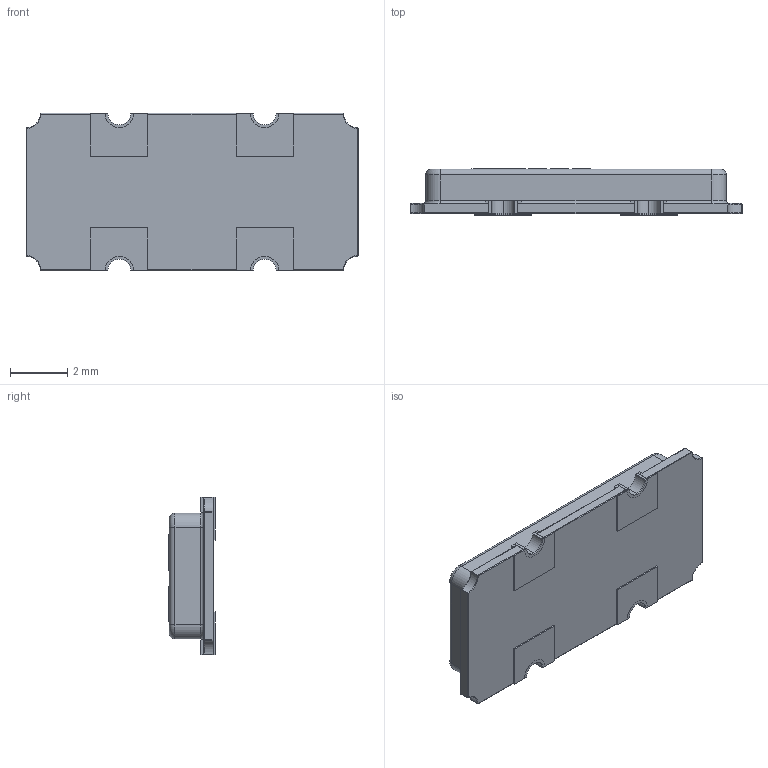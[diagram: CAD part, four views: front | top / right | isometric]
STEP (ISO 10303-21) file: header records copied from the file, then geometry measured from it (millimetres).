
FILE_DESCRIPTION (( 'STEP AP214' ), '1' );
FILE_NAME ('User Library-GeyerElectronics_KX20.STEP', '2013-04-29T15:04:29', ( 'Windows User' ), ( '' ), 'SwSTEP 2.0', 'SolidWorks 2013', '' );
FILE_SCHEMA (( 'AUTOMOTIVE_DESIGN' ));
Length unit declared in the file: millimetre
Products named in the file (1): User Library-GeyerElectronics_KX20
Bounding box: 11.6 x 1.61 x 5.5 mm (x, y, z)
Volume: 77.4 mm3; surface area: 196.2 mm2
Topology: 8 solids, 8 shells, 282 faces, 705 edges, 438 vertices
Faces by surface type: plane 122, cylinder 71, bspline 59, torus 16, sphere 14
Entity records: 14108 total; most frequent: CARTESIAN_POINT 5483, ORIENTED_EDGE 1382, DIRECTION 1175, EDGE_CURVE 691, VERTEX_POINT 438, LINE 399, VECTOR 399, AXIS2_PLACEMENT_3D 388
